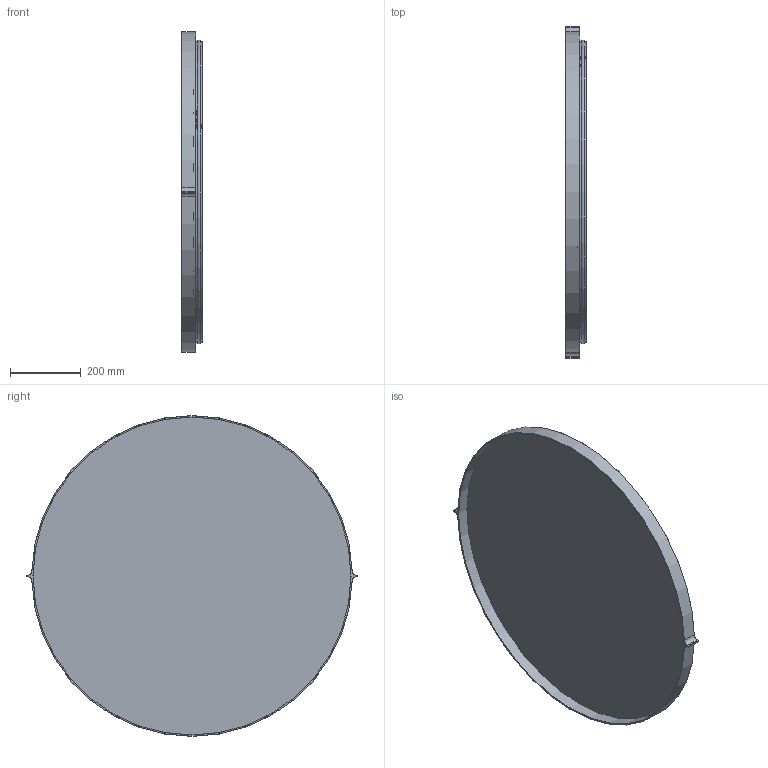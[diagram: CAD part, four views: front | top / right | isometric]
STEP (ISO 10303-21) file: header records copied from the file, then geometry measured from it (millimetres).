
FILE_DESCRIPTION(/* description */ ('Unknown'),/* implementation_level */ '2;1');
FILE_NAME(/* name */ 'MIR90-FR-00',/* time_stamp */ '2026-03-16T12:40:41+01:00',/* author */ ('Unknown'),/* organization */ ('Unknown'),/* preprocessor_version */ 'ST-DEVELOPER v20',/* originating_system */ 'Solid Edge',/* authorisation */ 'Unknown');
FILE_SCHEMA (('AUTOMOTIVE_DESIGN {1 0 10303 214 3 1 1}'));
Length unit declared in the file: millimetre
Products named in the file (7): specchio; telaio tondo bisellato_oa_0; anello; barra; profilo luminoso; tondo 6mm filo lucido; anello con particolari
Assembly tree (6 placements, depth 3):
  specchio
    telaio tondo bisellato_oa_0
      anello
      barra
    profilo luminoso
    tondo 6mm filo lucido
    anello con particolari
Bounding box: 59.2 x 940 x 908 mm (x, y, z)
Volume: 4543828.4 mm3; surface area: 1939728.7 mm2
Topology: 5 solids, 5 shells, 112 faces, 243 edges, 131 vertices
Faces by surface type: cylinder 47, plane 32, torus 21, sphere 12
Full cylindrical faces by diameter (mm): 830 x2, 848.4 x1, 850 x2, 856.82 x2, 900 x2
Entity records: 3097 total; most frequent: DIRECTION 568, CARTESIAN_POINT 477, ORIENTED_EDGE 432, AXIS2_PLACEMENT_3D 237, EDGE_CURVE 216, EDGE_LOOP 138, FACE_BOUND 138, VERTEX_POINT 130
